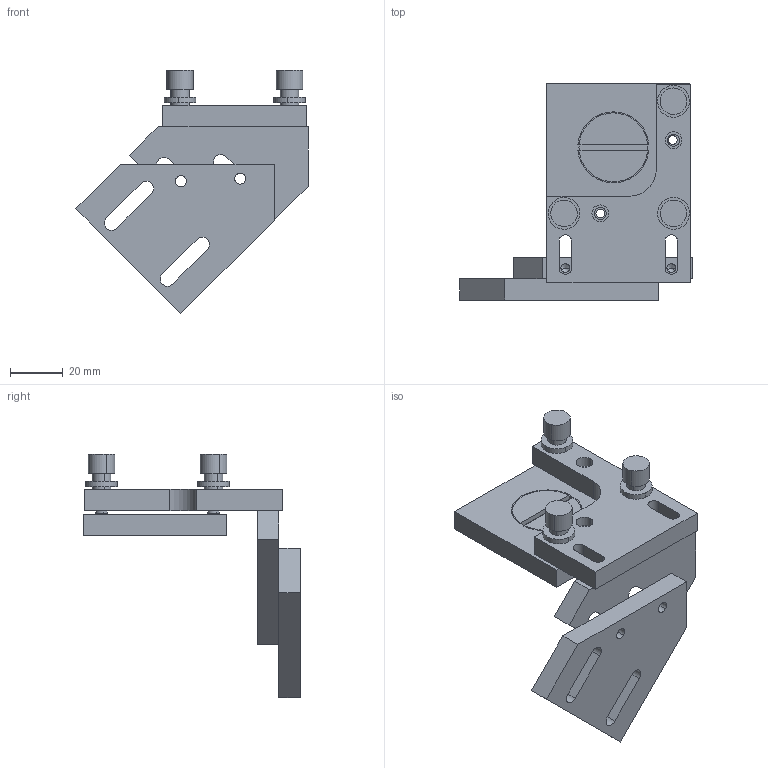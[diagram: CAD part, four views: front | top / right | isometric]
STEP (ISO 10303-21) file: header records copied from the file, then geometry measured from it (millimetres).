
FILE_DESCRIPTION (( 'STEP AP214' ), '1' );
FILE_NAME ('Mirror holder with angle mounts.STEP', '2016-07-25T22:02:23', ( '' ), ( '' ), 'SwSTEP 2.0', 'SolidWorks 2016', '' );
FILE_SCHEMA (( 'AUTOMOTIVE_DESIGN' ));
Length unit declared in the file: millimetre
Products named in the file (10): Mirror screw; Mirror holder with angle mounts; 25mm mirror holder plate; Angle mount 2; 25mm mirror holder spring plate; Locknut; Mirror holder; Knurled knob; Knurled knob with locknut; Angle mount 1
Assembly tree (11 placements, depth 4):
  Mirror holder with angle mounts
    Mirror holder
      25mm mirror holder spring plate
      25mm mirror holder plate
      Knurled knob with locknut  x3
        Knurled knob
        Locknut
      Mirror screw
    Angle mount 1
    Angle mount 2
Bounding box: 87.61 x 81.6 x 91.94 mm (x, y, z)
Volume: 75834.7 mm3; surface area: 33614.6 mm2
Topology: 11 solids, 11 shells, 157 faces, 377 edges, 246 vertices
Faces by surface type: cylinder 77, plane 64, sphere 12, cone 4
Entity records: 4261 total; most frequent: DIRECTION 711, CARTESIAN_POINT 638, ORIENTED_EDGE 598, EDGE_CURVE 299, AXIS2_PLACEMENT_3D 273, VERTEX_POINT 200, EDGE_LOOP 167, VECTOR 165
